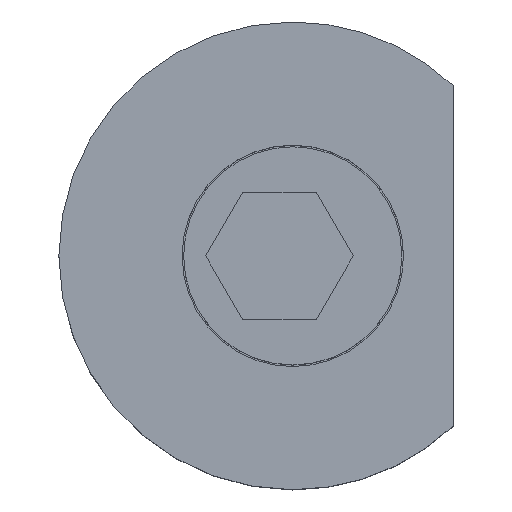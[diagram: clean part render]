
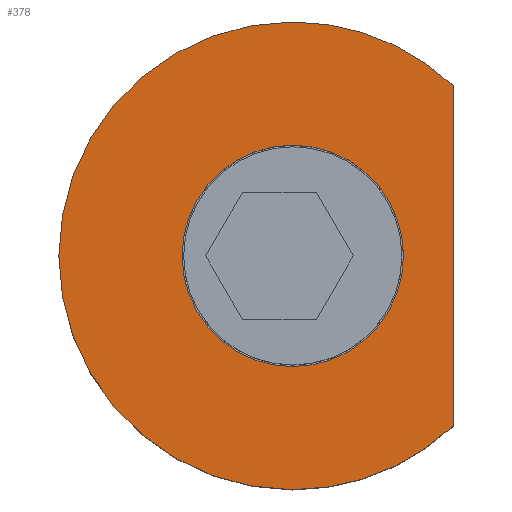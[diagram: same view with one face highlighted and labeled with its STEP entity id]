
A CAD part, top view. The second image highlights one B-rep face of the part: STEP entity #378.
In plain terms, the highlighted planar face has unit normal (0, 0, 1).
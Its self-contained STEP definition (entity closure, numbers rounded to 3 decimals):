
#6 = CIRCLE ( 'NONE', #154, 21.971 ) ;
#11 = PLANE ( 'NONE',  #13 ) ;
#13 = AXIS2_PLACEMENT_3D ( 'NONE', #18, #657, #263 ) ;
#15 = CIRCLE ( 'NONE', #61, 21.971 ) ;
#18 = CARTESIAN_POINT ( 'NONE',  ( 0., 0., 13.97 ) ) ;
#24 = ORIENTED_EDGE ( 'NONE', *, *, #520, .F. ) ;
#30 = VERTEX_POINT ( 'NONE', #619 ) ;
#61 = AXIS2_PLACEMENT_3D ( 'NONE', #147, #623, #545 ) ;
#68 = AXIS2_PLACEMENT_3D ( 'NONE', #273, #996, #684 ) ;
#78 = VERTEX_POINT ( 'NONE', #138 ) ;
#113 = EDGE_CURVE ( 'NONE', #30, #745, #15, .T. ) ;
#131 = FACE_BOUND ( 'NONE', #423, .T. ) ;
#138 = CARTESIAN_POINT ( 'NONE',  ( -10.4, 0., 13.97 ) ) ;
#139 = DIRECTION ( 'NONE',  ( 1., 0., 0. ) ) ;
#142 = CARTESIAN_POINT ( 'NONE',  ( 0., 0., 13.97 ) ) ;
#147 = CARTESIAN_POINT ( 'NONE',  ( 0., 0., 13.97 ) ) ;
#154 = AXIS2_PLACEMENT_3D ( 'NONE', #1031, #694, #618 ) ;
#168 = LINE ( 'NONE', #329, #787 ) ;
#177 = AXIS2_PLACEMENT_3D ( 'NONE', #142, #710, #139 ) ;
#218 = CARTESIAN_POINT ( 'NONE',  ( 10.4, 0., 13.97 ) ) ;
#263 = DIRECTION ( 'NONE',  ( 0., -1., 0. ) ) ;
#264 = EDGE_CURVE ( 'NONE', #745, #592, #168, .T. ) ;
#273 = CARTESIAN_POINT ( 'NONE',  ( 0., 0., 13.97 ) ) ;
#276 = CARTESIAN_POINT ( 'NONE',  ( 15.062, 15.995, 13.97 ) ) ;
#294 = VERTEX_POINT ( 'NONE', #498 ) ;
#302 = CARTESIAN_POINT ( 'NONE',  ( 15.062, -15.995, 13.97 ) ) ;
#329 = CARTESIAN_POINT ( 'NONE',  ( 15.062, 0., 13.97 ) ) ;
#356 = DIRECTION ( 'NONE',  ( 0., -1., 0. ) ) ;
#378 = ADVANCED_FACE ( 'NONE', ( #1020, #131 ), #11, .T. ) ;
#395 = ORIENTED_EDGE ( 'NONE', *, *, #980, .F. ) ;
#423 = EDGE_LOOP ( 'NONE', ( #395, #24 ) ) ;
#443 = EDGE_CURVE ( 'NONE', #592, #294, #678, .T. ) ;
#498 = CARTESIAN_POINT ( 'NONE',  ( 0., 21.971, 13.97 ) ) ;
#520 = EDGE_CURVE ( 'NONE', #78, #802, #821, .T. ) ;
#545 = DIRECTION ( 'NONE',  ( 0., -1., 0. ) ) ;
#580 = DIRECTION ( 'NONE',  ( 0., 0., 1. ) ) ;
#592 = VERTEX_POINT ( 'NONE', #276 ) ;
#594 = ORIENTED_EDGE ( 'NONE', *, *, #113, .T. ) ;
#618 = DIRECTION ( 'NONE',  ( 0., -1., 0. ) ) ;
#619 = CARTESIAN_POINT ( 'NONE',  ( 0., -21.971, 13.97 ) ) ;
#623 = DIRECTION ( 'NONE',  ( 0., 0., 1. ) ) ;
#631 = AXIS2_PLACEMENT_3D ( 'NONE', #822, #580, #356 ) ;
#643 = DIRECTION ( 'NONE',  ( 0., 1., 0. ) ) ;
#657 = DIRECTION ( 'NONE',  ( 0., 0., 1. ) ) ;
#678 = CIRCLE ( 'NONE', #631, 21.971 ) ;
#684 = DIRECTION ( 'NONE',  ( 1., 0., 0. ) ) ;
#694 = DIRECTION ( 'NONE',  ( 0., 0., 1. ) ) ;
#710 = DIRECTION ( 'NONE',  ( 0., 0., 1. ) ) ;
#745 = VERTEX_POINT ( 'NONE', #302 ) ;
#787 = VECTOR ( 'NONE', #643, 1000. ) ;
#802 = VERTEX_POINT ( 'NONE', #218 ) ;
#821 = CIRCLE ( 'NONE', #68, 10.4 ) ;
#822 = CARTESIAN_POINT ( 'NONE',  ( 0., 0., 13.97 ) ) ;
#853 = EDGE_CURVE ( 'NONE', #294, #30, #6, .T. ) ;
#930 = ORIENTED_EDGE ( 'NONE', *, *, #853, .T. ) ;
#954 = EDGE_LOOP ( 'NONE', ( #1022, #930, #594, #1004 ) ) ;
#980 = EDGE_CURVE ( 'NONE', #802, #78, #1043, .T. ) ;
#996 = DIRECTION ( 'NONE',  ( 0., 0., 1. ) ) ;
#1004 = ORIENTED_EDGE ( 'NONE', *, *, #264, .T. ) ;
#1020 = FACE_OUTER_BOUND ( 'NONE', #954, .T. ) ;
#1022 = ORIENTED_EDGE ( 'NONE', *, *, #443, .T. ) ;
#1031 = CARTESIAN_POINT ( 'NONE',  ( 0., 0., 13.97 ) ) ;
#1043 = CIRCLE ( 'NONE', #177, 10.4 ) ;
